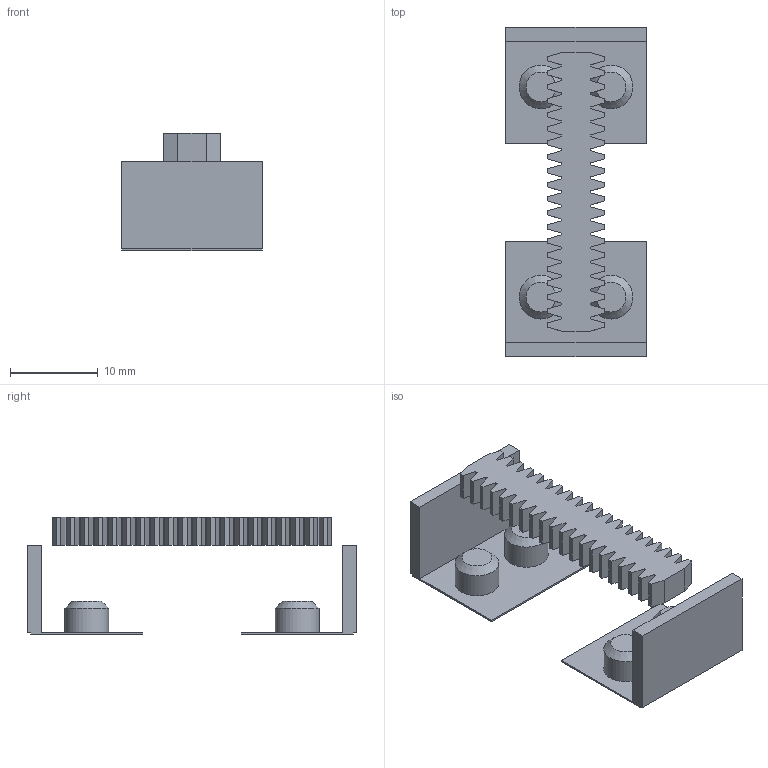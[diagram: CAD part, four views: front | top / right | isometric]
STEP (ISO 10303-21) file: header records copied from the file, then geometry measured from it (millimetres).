
FILE_DESCRIPTION(('Open CASCADE Model'),'2;1');
FILE_NAME('Open CASCADE Shape Model','2025-01-19T18:58:04',('Author'),( 'Open CASCADE'),'Open CASCADE STEP processor 7.7','Open CASCADE 7.7' ,'Unknown');
FILE_SCHEMA(('AUTOMOTIVE_DESIGN { 1 0 10303 214 1 1 1 1 }'));
Length unit declared in the file: millimetre
Products named in the file (5): Open CASCADE STEP translator 7.7 27; Open CASCADE STEP translator 7.7 27.1; Open CASCADE STEP translator 7.7 27.1.1; Open CASCADE STEP translator 7.7 27.1.2; Open CASCADE STEP translator 7.7 27.1.3
Assembly tree (4 placements, depth 3):
  Open CASCADE STEP translator 7.7 27
    Open CASCADE STEP translator 7.7 27.1
      Open CASCADE STEP translator 7.7 27.1.1
      Open CASCADE STEP translator 7.7 27.1.2
      Open CASCADE STEP translator 7.7 27.1.3
Bounding box: 16 x 37.6 x 13.4 mm (x, y, z)
Volume: 1385.7 mm3; surface area: 2626.4 mm2
Topology: 3 solids, 3 shells, 194 faces, 548 edges, 364 vertices
Faces by surface type: plane 186, cylinder 4, cone 4
Full cylindrical faces by diameter (mm): 5 x4
Entity records: 13354 total; most frequent: CARTESIAN_POINT 2207, DIRECTION 2054, LINE 1624, VECTOR 1624, ORIENTED_EDGE 1096, PCURVE 1096, DEFINITIONAL_REPRESENTATION 1096, EDGE_CURVE 548
